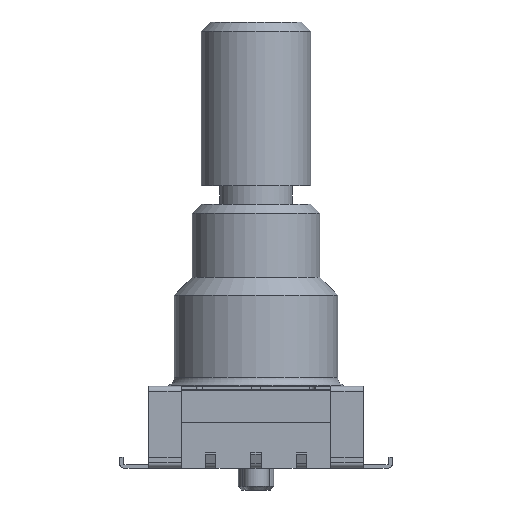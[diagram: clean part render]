
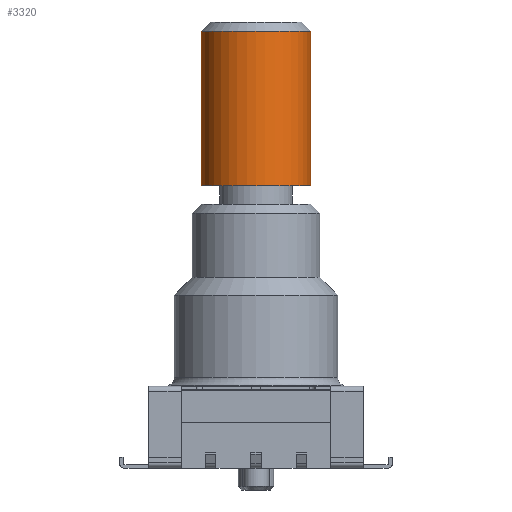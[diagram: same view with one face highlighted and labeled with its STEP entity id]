
A CAD part, front view. The second image highlights one B-rep face of the part: STEP entity #3320.
In plain terms, the highlighted cylindrical face has radius 3 mm (diameter 6 mm), a partial arc.
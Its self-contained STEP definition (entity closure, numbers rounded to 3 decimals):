
#681 = CYLINDRICAL_SURFACE ( 'NONE', #12012, 3. ) ;
#2503 = DIRECTION ( 'NONE',  ( 0., 0., -1. ) ) ;
#2852 = CARTESIAN_POINT ( 'NONE',  ( 3., 0., 15.5 ) ) ;
#3320 = ADVANCED_FACE ( 'NONE', ( #10529 ), #681, .T. ) ;
#4577 = EDGE_CURVE ( 'NONE', #26715, #21074, #10657, .T. ) ;
#5149 = DIRECTION ( 'NONE',  ( 1., 0., 0. ) ) ;
#9297 = CARTESIAN_POINT ( 'NONE',  ( -3., 0., 24.5 ) ) ;
#10529 = FACE_OUTER_BOUND ( 'NONE', #16584, .T. ) ;
#10657 = LINE ( 'NONE', #24648, #30941 ) ;
#10715 = CIRCLE ( 'NONE', #20273, 3. ) ;
#11181 = AXIS2_PLACEMENT_3D ( 'NONE', #16263, #26010, #11225 ) ;
#11225 = DIRECTION ( 'NONE',  ( 1., 0., 0. ) ) ;
#12012 = AXIS2_PLACEMENT_3D ( 'NONE', #17610, #22490, #20141 ) ;
#12107 = ORIENTED_EDGE ( 'NONE', *, *, #21419, .T. ) ;
#14287 = VERTEX_POINT ( 'NONE', #28577 ) ;
#14640 = LINE ( 'NONE', #9297, #30236 ) ;
#15109 = ORIENTED_EDGE ( 'NONE', *, *, #20272, .T. ) ;
#15158 = ORIENTED_EDGE ( 'NONE', *, *, #4577, .F. ) ;
#16263 = CARTESIAN_POINT ( 'NONE',  ( 0., 0., 15.5 ) ) ;
#16584 = EDGE_LOOP ( 'NONE', ( #15158, #12107, #15109, #22639 ) ) ;
#17610 = CARTESIAN_POINT ( 'NONE',  ( 0., 0., 24.5 ) ) ;
#19357 = VERTEX_POINT ( 'NONE', #29467 ) ;
#20141 = DIRECTION ( 'NONE',  ( -1., 0., 0. ) ) ;
#20272 = EDGE_CURVE ( 'NONE', #14287, #19357, #14640, .T. ) ;
#20273 = AXIS2_PLACEMENT_3D ( 'NONE', #28624, #2503, #5149 ) ;
#21074 = VERTEX_POINT ( 'NONE', #2852 ) ;
#21419 = EDGE_CURVE ( 'NONE', #26715, #14287, #10715, .T. ) ;
#22000 = DIRECTION ( 'NONE',  ( 0., 0., -1. ) ) ;
#22490 = DIRECTION ( 'NONE',  ( 0., 0., -1. ) ) ;
#22639 = ORIENTED_EDGE ( 'NONE', *, *, #23595, .T. ) ;
#23595 = EDGE_CURVE ( 'NONE', #19357, #21074, #27781, .T. ) ;
#24648 = CARTESIAN_POINT ( 'NONE',  ( 3., 0., 24.5 ) ) ;
#26010 = DIRECTION ( 'NONE',  ( 0., 0., 1. ) ) ;
#26280 = DIRECTION ( 'NONE',  ( 0., 0., -1. ) ) ;
#26715 = VERTEX_POINT ( 'NONE', #30390 ) ;
#27781 = CIRCLE ( 'NONE', #11181, 3. ) ;
#28577 = CARTESIAN_POINT ( 'NONE',  ( -3., 0., 24. ) ) ;
#28624 = CARTESIAN_POINT ( 'NONE',  ( 0., 0., 24. ) ) ;
#29467 = CARTESIAN_POINT ( 'NONE',  ( -3., 0., 15.5 ) ) ;
#30236 = VECTOR ( 'NONE', #26280, 1000. ) ;
#30390 = CARTESIAN_POINT ( 'NONE',  ( 3., 0., 24. ) ) ;
#30941 = VECTOR ( 'NONE', #22000, 1000. ) ;
